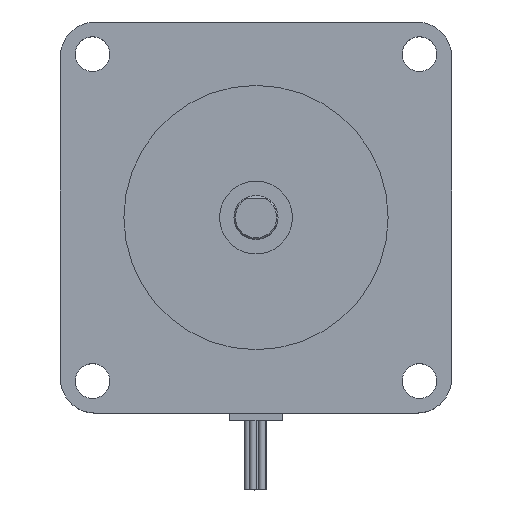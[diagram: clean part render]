
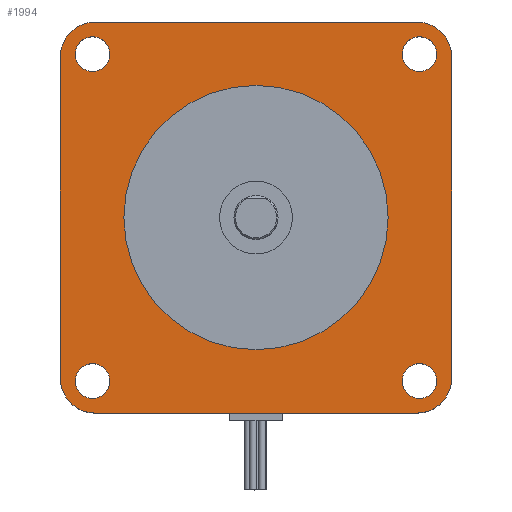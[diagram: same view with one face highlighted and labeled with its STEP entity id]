
A CAD part, top view. The second image highlights one B-rep face of the part: STEP entity #1994.
In plain terms, the highlighted planar face has unit normal (0, 0, 1).
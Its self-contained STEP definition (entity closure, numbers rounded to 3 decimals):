
#44=FACE_BOUND('',#215,.T.);
#45=FACE_BOUND('',#216,.T.);
#46=FACE_BOUND('',#217,.T.);
#47=FACE_BOUND('',#218,.T.);
#48=FACE_BOUND('',#219,.T.);
#64=PLANE('',#2142);
#110=FACE_OUTER_BOUND('',#214,.T.);
#214=EDGE_LOOP('',(#1394,#1395,#1396,#1397,#1398,#1399,#1400,#1401));
#215=EDGE_LOOP('',(#1402));
#216=EDGE_LOOP('',(#1403));
#217=EDGE_LOOP('',(#1404));
#218=EDGE_LOOP('',(#1405));
#219=EDGE_LOOP('',(#1406,#1407));
#338=LINE('',#3066,#515);
#339=LINE('',#3067,#516);
#340=LINE('',#3069,#517);
#341=LINE('',#3072,#518);
#515=VECTOR('',#2441,34.575);
#516=VECTOR('',#2442,34.575);
#517=VECTOR('',#2443,34.575);
#518=VECTOR('',#2446,34.575);
#669=CIRCLE('',#2098,5.);
#674=CIRCLE('',#2105,2.5);
#676=CIRCLE('',#2108,5.);
#681=CIRCLE('',#2115,2.5);
#682=CIRCLE('',#2117,2.5);
#685=CIRCLE('',#2121,5.);
#690=CIRCLE('',#2128,2.5);
#698=CIRCLE('',#2140,19.05);
#699=CIRCLE('',#2141,19.05);
#700=CIRCLE('',#2143,5.);
#793=VERTEX_POINT('',#2952);
#794=VERTEX_POINT('',#2954);
#802=VERTEX_POINT('',#2974);
#805=VERTEX_POINT('',#2981);
#806=VERTEX_POINT('',#2983);
#814=VERTEX_POINT('',#3003);
#815=VERTEX_POINT('',#3007);
#819=VERTEX_POINT('',#3016);
#820=VERTEX_POINT('',#3018);
#828=VERTEX_POINT('',#3038);
#836=VERTEX_POINT('',#3060);
#837=VERTEX_POINT('',#3062);
#838=VERTEX_POINT('',#3068);
#839=VERTEX_POINT('',#3070);
#1016=EDGE_CURVE('',#793,#794,#669,.T.);
#1026=EDGE_CURVE('',#802,#802,#674,.T.);
#1030=EDGE_CURVE('',#805,#806,#676,.T.);
#1040=EDGE_CURVE('',#814,#814,#681,.T.);
#1042=EDGE_CURVE('',#815,#815,#682,.T.);
#1047=EDGE_CURVE('',#819,#820,#685,.T.);
#1057=EDGE_CURVE('',#828,#828,#690,.T.);
#1068=EDGE_CURVE('',#836,#837,#698,.T.);
#1069=EDGE_CURVE('',#837,#836,#699,.T.);
#1070=EDGE_CURVE('',#806,#819,#338,.T.);
#1071=EDGE_CURVE('',#794,#805,#339,.T.);
#1072=EDGE_CURVE('',#838,#793,#340,.T.);
#1073=EDGE_CURVE('',#839,#838,#700,.T.);
#1074=EDGE_CURVE('',#820,#839,#341,.T.);
#1394=ORIENTED_EDGE('',*,*,#1070,.F.);
#1395=ORIENTED_EDGE('',*,*,#1030,.F.);
#1396=ORIENTED_EDGE('',*,*,#1071,.F.);
#1397=ORIENTED_EDGE('',*,*,#1016,.F.);
#1398=ORIENTED_EDGE('',*,*,#1072,.F.);
#1399=ORIENTED_EDGE('',*,*,#1073,.F.);
#1400=ORIENTED_EDGE('',*,*,#1074,.F.);
#1401=ORIENTED_EDGE('',*,*,#1047,.F.);
#1402=ORIENTED_EDGE('',*,*,#1057,.F.);
#1403=ORIENTED_EDGE('',*,*,#1042,.F.);
#1404=ORIENTED_EDGE('',*,*,#1040,.F.);
#1405=ORIENTED_EDGE('',*,*,#1026,.F.);
#1406=ORIENTED_EDGE('',*,*,#1069,.F.);
#1407=ORIENTED_EDGE('',*,*,#1068,.F.);
#1994=ADVANCED_FACE('',(#110,#44,#45,#46,#47,#48),#64,.T.);
#2098=AXIS2_PLACEMENT_3D('',#2955,#2328,#2329);
#2105=AXIS2_PLACEMENT_3D('',#2975,#2347,#2348);
#2108=AXIS2_PLACEMENT_3D('',#2984,#2355,#2356);
#2115=AXIS2_PLACEMENT_3D('',#3004,#2374,#2375);
#2117=AXIS2_PLACEMENT_3D('',#3008,#2379,#2380);
#2121=AXIS2_PLACEMENT_3D('',#3019,#2389,#2390);
#2128=AXIS2_PLACEMENT_3D('',#3039,#2408,#2409);
#2140=AXIS2_PLACEMENT_3D('',#3063,#2435,#2436);
#2141=AXIS2_PLACEMENT_3D('',#3064,#2437,#2438);
#2142=AXIS2_PLACEMENT_3D('',#3065,#2439,#2440);
#2143=AXIS2_PLACEMENT_3D('',#3071,#2444,#2445);
#2328=DIRECTION('center_axis',(0.,0.,-1.));
#2329=DIRECTION('ref_axis',(-1.,0.,0.));
#2347=DIRECTION('center_axis',(0.,0.,1.));
#2348=DIRECTION('ref_axis',(-1.,0.,0.));
#2355=DIRECTION('center_axis',(0.,0.,-1.));
#2356=DIRECTION('ref_axis',(0.,1.,0.));
#2374=DIRECTION('center_axis',(0.,0.,1.));
#2375=DIRECTION('ref_axis',(-1.,0.,0.));
#2379=DIRECTION('center_axis',(0.,0.,1.));
#2380=DIRECTION('ref_axis',(-1.,0.,0.));
#2389=DIRECTION('center_axis',(0.,0.,-1.));
#2390=DIRECTION('ref_axis',(1.,0.,0.));
#2408=DIRECTION('center_axis',(0.,0.,1.));
#2409=DIRECTION('ref_axis',(-1.,0.,0.));
#2435=DIRECTION('center_axis',(0.,0.,1.));
#2436=DIRECTION('ref_axis',(-1.,0.,0.));
#2437=DIRECTION('center_axis',(0.,0.,1.));
#2438=DIRECTION('ref_axis',(-1.,0.,0.));
#2439=DIRECTION('center_axis',(0.,0.,1.));
#2440=DIRECTION('ref_axis',(0.,-1.,0.));
#2441=DIRECTION('',(0.,-1.,0.));
#2442=DIRECTION('',(1.,0.,0.));
#2443=DIRECTION('',(0.,1.,0.));
#2444=DIRECTION('center_axis',(0.,0.,-1.));
#2445=DIRECTION('ref_axis',(0.,-1.,0.));
#2446=DIRECTION('',(-1.,0.,0.));
#2952=CARTESIAN_POINT('',(-28.2,23.2,41.));
#2954=CARTESIAN_POINT('',(-23.2,28.2,41.));
#2955=CARTESIAN_POINT('Origin',(-23.2,23.2,41.));
#2974=CARTESIAN_POINT('',(-26.07,23.57,41.));
#2975=CARTESIAN_POINT('Origin',(-23.57,23.57,41.));
#2981=CARTESIAN_POINT('',(23.2,28.2,41.));
#2983=CARTESIAN_POINT('',(28.2,23.2,41.));
#2984=CARTESIAN_POINT('Origin',(23.2,23.2,41.));
#3003=CARTESIAN_POINT('',(21.07,23.57,41.));
#3004=CARTESIAN_POINT('Origin',(23.57,23.57,41.));
#3007=CARTESIAN_POINT('',(-26.07,-23.57,41.));
#3008=CARTESIAN_POINT('Origin',(-23.57,-23.57,41.));
#3016=CARTESIAN_POINT('',(28.2,-23.2,41.));
#3018=CARTESIAN_POINT('',(23.2,-28.2,41.));
#3019=CARTESIAN_POINT('Origin',(23.2,-23.2,41.));
#3038=CARTESIAN_POINT('',(21.07,-23.57,41.));
#3039=CARTESIAN_POINT('Origin',(23.57,-23.57,41.));
#3060=CARTESIAN_POINT('',(19.05,0.,41.));
#3062=CARTESIAN_POINT('',(-19.05,0.,41.));
#3063=CARTESIAN_POINT('Origin',(0.,0.,41.));
#3064=CARTESIAN_POINT('Origin',(0.,0.,41.));
#3065=CARTESIAN_POINT('Origin',(0.,0.,41.));
#3066=CARTESIAN_POINT('',(28.2,11.375,41.));
#3067=CARTESIAN_POINT('',(-11.375,28.2,41.));
#3068=CARTESIAN_POINT('',(-28.2,-23.2,41.));
#3069=CARTESIAN_POINT('',(-28.2,-11.375,41.));
#3070=CARTESIAN_POINT('',(-23.2,-28.2,41.));
#3071=CARTESIAN_POINT('Origin',(-23.2,-23.2,41.));
#3072=CARTESIAN_POINT('',(11.375,-28.2,41.));
